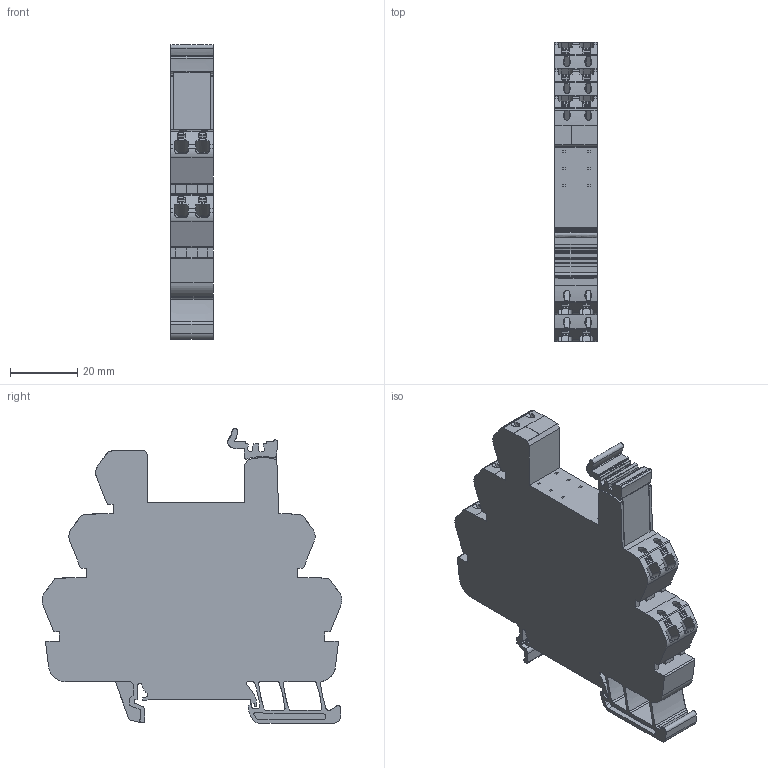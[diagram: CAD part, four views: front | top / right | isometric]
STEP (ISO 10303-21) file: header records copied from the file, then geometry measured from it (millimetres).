
FILE_DESCRIPTION(('CATIA V5 STEP Exchange','CAx-IF Rec.Pracs.--- Model Styling and Organization---1.4--- 2014-01-23'),'2;1');
FILE_NAME ('D1368152_1_2663110000_S3D_TRP_XXX_UC_2CO_EMPTY.stp','2019-05-24T09:59:09+00:00',('none'),('Weidmueller'),'CATIA Version 5-6 Release 2016 SP3 HF44','CATIA V5 STEP AP214','none');
FILE_SCHEMA(('AUTOMOTIVE_DESIGN { 1 0 10303 214 1 1 1 1 }'));
Length unit declared in the file: millimetre
Products named in the file (1): 2663060000
Bounding box: 12.78 x 89.37 x 87.83 mm (x, y, z)
Volume: 59796.7 mm3; surface area: 21627.6 mm2
Topology: 13 solids, 13 shells, 1195 faces, 3454 edges, 2313 vertices
Faces by surface type: plane 762, cylinder 295, extrusion 138
Entity records: 41534 total; most frequent: CARTESIAN_POINT 9954, ORIENTED_EDGE 6908, DIRECTION 5119, EDGE_CURVE 3454, VECTOR 2638, LINE 2500, VERTEX_POINT 2313, AXIS2_PLACEMENT_3D 1512
